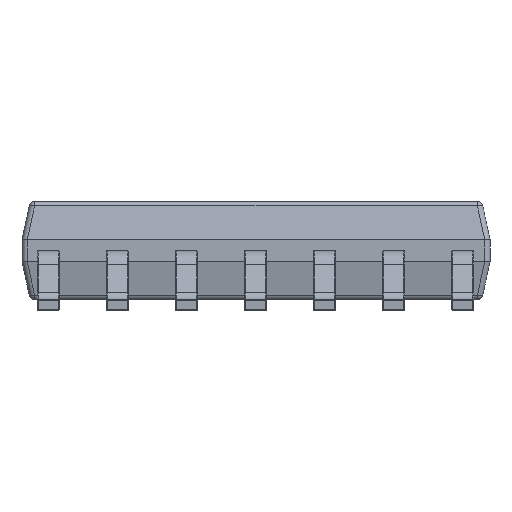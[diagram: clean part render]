
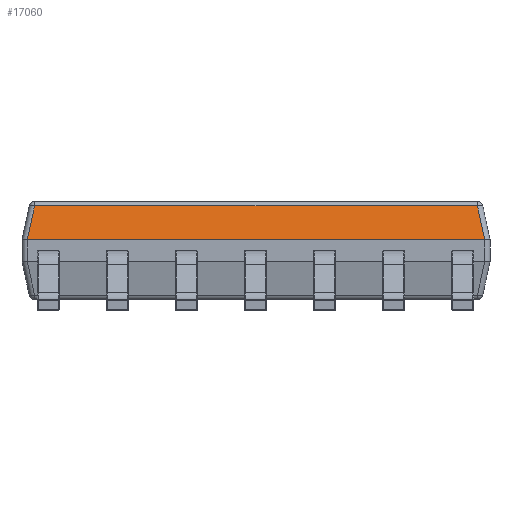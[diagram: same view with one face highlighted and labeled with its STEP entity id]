
A CAD part, front view. The second image highlights one B-rep face of the part: STEP entity #17060.
In plain terms, the highlighted planar face has unit normal (0, -0.978, 0.209).
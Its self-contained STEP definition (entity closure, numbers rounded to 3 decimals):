
#375=ELLIPSE('',#18213,0.477,0.1);
#376=ELLIPSE('',#18214,0.477,0.1);
#714=PLANE('',#18212);
#1189=FACE_OUTER_BOUND('',#2296,.T.);
#2296=EDGE_LOOP('',(#10926,#10927,#10928,#10929,#10930,#10931));
#3470=LINE('',#25683,#4889);
#3493=LINE('',#25759,#4912);
#3494=LINE('',#25761,#4913);
#3495=LINE('',#25763,#4914);
#4889=VECTOR('',#20042,1000.);
#4912=VECTOR('',#20111,1000.);
#4913=VECTOR('',#20112,1000.);
#4914=VECTOR('',#20113,1000.);
#7044=VERTEX_POINT('',#25680);
#7045=VERTEX_POINT('',#25682);
#7074=VERTEX_POINT('',#25756);
#7075=VERTEX_POINT('',#25758);
#7076=VERTEX_POINT('',#25760);
#7077=VERTEX_POINT('',#25762);
#8451=EDGE_CURVE('',#7044,#7045,#3470,.T.);
#8488=EDGE_CURVE('',#7044,#7074,#375,.T.);
#8489=EDGE_CURVE('',#7074,#7075,#3493,.T.);
#8490=EDGE_CURVE('',#7075,#7076,#3494,.T.);
#8491=EDGE_CURVE('',#7076,#7077,#3495,.T.);
#8492=EDGE_CURVE('',#7077,#7045,#376,.T.);
#10926=ORIENTED_EDGE('',*,*,#8451,.F.);
#10927=ORIENTED_EDGE('',*,*,#8488,.T.);
#10928=ORIENTED_EDGE('',*,*,#8489,.T.);
#10929=ORIENTED_EDGE('',*,*,#8490,.T.);
#10930=ORIENTED_EDGE('',*,*,#8491,.T.);
#10931=ORIENTED_EDGE('',*,*,#8492,.T.);
#17060=ADVANCED_FACE('',(#1189),#714,.T.);
#18212=AXIS2_PLACEMENT_3D('',#25755,#20107,#20108);
#18213=AXIS2_PLACEMENT_3D('',#25757,#20109,#20110);
#18214=AXIS2_PLACEMENT_3D('',#25764,#20114,#20115);
#20042=DIRECTION('',(-1.,0.,0.));
#20107=DIRECTION('center_axis',(0.,-0.978,0.21));
#20108=DIRECTION('ref_axis',(-1.,0.,0.));
#20109=DIRECTION('center_axis',(0.,-0.978,
0.21));
#20110=DIRECTION('ref_axis',(0.,-0.21,-0.978));
#20111=DIRECTION('',(-0.205,0.205,0.957));
#20112=DIRECTION('',(-1.,0.,0.));
#20113=DIRECTION('',(-0.205,-0.205,-0.957));
#20114=DIRECTION('center_axis',(0.,-0.978,
0.21));
#20115=DIRECTION('ref_axis',(0.,-0.21,-0.978));
#25680=CARTESIAN_POINT('',(4.2,-1.95,1.2));
#25682=CARTESIAN_POINT('',(-4.2,-1.95,1.2));
#25683=CARTESIAN_POINT('',(-4.3,-1.95,1.2));
#25755=CARTESIAN_POINT('Origin',(0.,-1.8,1.9));
#25756=CARTESIAN_POINT('',(4.202,-1.95,1.2));
#25757=CARTESIAN_POINT('Origin',(4.2,-1.85,1.667));
#25758=CARTESIAN_POINT('',(4.069,-1.817,1.821));
#25759=CARTESIAN_POINT('',(3.882,-1.63,2.695));
#25760=CARTESIAN_POINT('',(-4.069,-1.817,1.821));
#25761=CARTESIAN_POINT('',(0.,-1.817,1.821));
#25762=CARTESIAN_POINT('',(-4.202,-1.95,1.2));
#25763=CARTESIAN_POINT('',(-3.882,-1.63,2.695));
#25764=CARTESIAN_POINT('Origin',(-4.2,-1.85,1.667));
